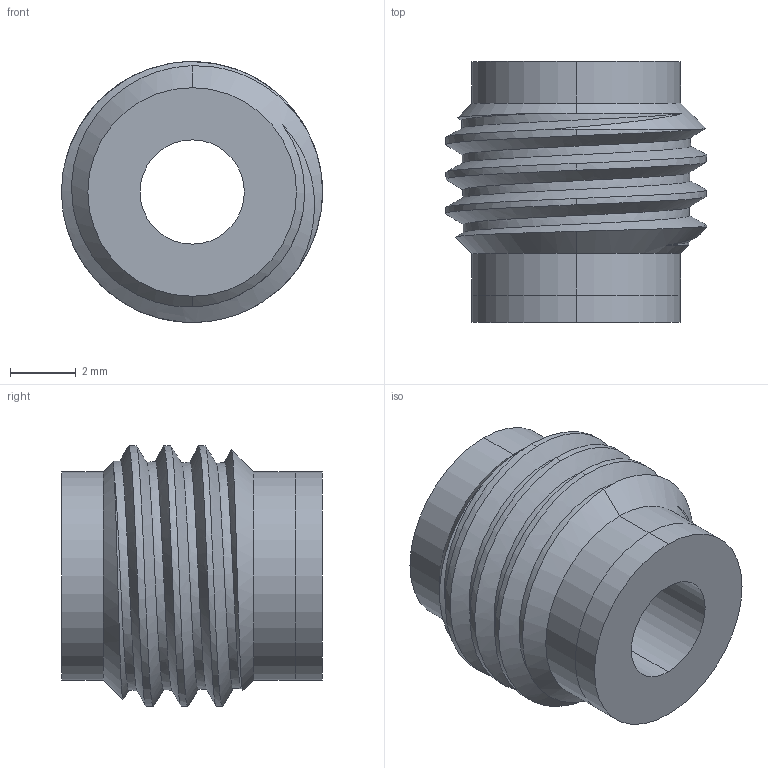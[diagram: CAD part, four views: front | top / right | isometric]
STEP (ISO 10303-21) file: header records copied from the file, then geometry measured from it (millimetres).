
FILE_DESCRIPTION (( 'STEP AP203' ), '1' );
FILE_NAME ('FR-SS-.125.STEP', '2025-08-26T14:21:15', ( '' ), ( '' ), 'SwSTEP 2.0', 'SolidWorks 2018', '' );
FILE_SCHEMA (( 'CONFIG_CONTROL_DESIGN' ));
Length unit declared in the file: inch
Products named in the file (3): PRT-000069; PRT-003677; FR-SS-.125
Assembly tree (2 placements, depth 2):
  FR-SS-.125
    PRT-003677
    PRT-000069
Bounding box: 7.95 x 7.94 x 7.94 mm (x, y, z)
Volume: 215.7 mm3; surface area: 466.5 mm2
Topology: 3 solids, 3 shells, 74 faces, 168 edges, 111 vertices
Faces by surface type: cylinder 38, plane 21, cone 11, bspline 4
Entity records: 8264 total; most frequent: CARTESIAN_POINT 6300, DIRECTION 347, ORIENTED_EDGE 336, EDGE_CURVE 168, AXIS2_PLACEMENT_3D 144, VERTEX_POINT 111, EDGE_LOOP 89, ADVANCED_FACE 74
